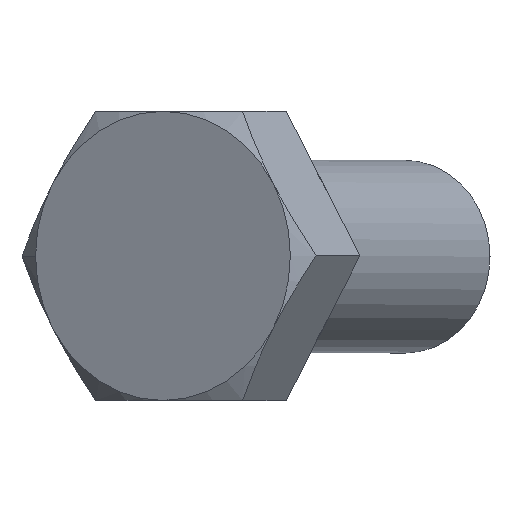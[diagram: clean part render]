
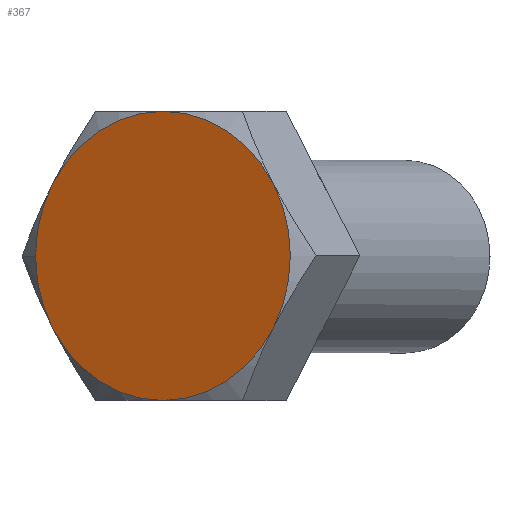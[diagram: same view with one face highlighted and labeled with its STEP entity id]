
A CAD part, top view. The second image highlights one B-rep face of the part: STEP entity #367.
In plain terms, the highlighted planar face has unit normal (-0.473, 0, 0.881).
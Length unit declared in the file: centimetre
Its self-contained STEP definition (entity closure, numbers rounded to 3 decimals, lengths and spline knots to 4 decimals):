
#86=FACE_OUTER_BOUND('',#112,.T.);
#112=EDGE_LOOP('',(#246,#247,#248,#249,#250,#251,#252));
#141=CIRCLE('',#396,0.9);
#142=CIRCLE('',#397,0.9);
#143=CIRCLE('',#398,0.9);
#144=CIRCLE('',#399,0.9);
#145=CIRCLE('',#400,0.9);
#146=CIRCLE('',#401,0.9);
#147=CIRCLE('',#402,0.9);
#161=VERTEX_POINT('',#558);
#162=VERTEX_POINT('',#559);
#163=VERTEX_POINT('',#561);
#164=VERTEX_POINT('',#563);
#165=VERTEX_POINT('',#565);
#166=VERTEX_POINT('',#567);
#167=VERTEX_POINT('',#569);
#193=EDGE_CURVE('',#161,#162,#141,.T.);
#194=EDGE_CURVE('',#162,#163,#142,.T.);
#195=EDGE_CURVE('',#163,#164,#143,.T.);
#196=EDGE_CURVE('',#164,#165,#144,.T.);
#197=EDGE_CURVE('',#165,#166,#145,.T.);
#198=EDGE_CURVE('',#166,#167,#146,.T.);
#199=EDGE_CURVE('',#167,#161,#147,.T.);
#246=ORIENTED_EDGE('',*,*,#193,.T.);
#247=ORIENTED_EDGE('',*,*,#194,.T.);
#248=ORIENTED_EDGE('',*,*,#195,.T.);
#249=ORIENTED_EDGE('',*,*,#196,.T.);
#250=ORIENTED_EDGE('',*,*,#197,.T.);
#251=ORIENTED_EDGE('',*,*,#198,.T.);
#252=ORIENTED_EDGE('',*,*,#199,.T.);
#352=PLANE('',#395);
#367=ADVANCED_FACE('',(#86),#352,.T.);
#395=AXIS2_PLACEMENT_3D('',#557,#443,#444);
#396=AXIS2_PLACEMENT_3D('',#560,#445,#446);
#397=AXIS2_PLACEMENT_3D('',#562,#447,#448);
#398=AXIS2_PLACEMENT_3D('',#564,#449,#450);
#399=AXIS2_PLACEMENT_3D('',#566,#451,#452);
#400=AXIS2_PLACEMENT_3D('',#568,#453,#454);
#401=AXIS2_PLACEMENT_3D('',#570,#455,#456);
#402=AXIS2_PLACEMENT_3D('',#571,#457,#458);
#443=DIRECTION('center_axis',(-0.473,0.,0.881));
#444=DIRECTION('ref_axis',(0.881,0.,0.473));
#445=DIRECTION('center_axis',(-0.473,0.,0.881));
#446=DIRECTION('ref_axis',(0.,1.,0.));
#447=DIRECTION('center_axis',(-0.473,0.,0.881));
#448=DIRECTION('ref_axis',(-0.881,0.,-0.473));
#449=DIRECTION('center_axis',(-0.473,0.,0.881));
#450=DIRECTION('ref_axis',(-0.881,0.,-0.473));
#451=DIRECTION('center_axis',(-0.473,0.,0.881));
#452=DIRECTION('ref_axis',(-0.763,-0.5,-0.409));
#453=DIRECTION('center_axis',(-0.473,0.,0.881));
#454=DIRECTION('ref_axis',(0.,-1.,0.));
#455=DIRECTION('center_axis',(-0.473,0.,0.881));
#456=DIRECTION('ref_axis',(0.763,-0.5,0.409));
#457=DIRECTION('center_axis',(-0.473,0.,0.881));
#458=DIRECTION('ref_axis',(0.763,0.5,0.409));
#557=CARTESIAN_POINT('Origin',(32.4587,-22.3977,57.4262));
#558=CARTESIAN_POINT('',(32.4587,-21.4977,57.4262));
#559=CARTESIAN_POINT('',(31.7718,-21.9477,57.0578));
#560=CARTESIAN_POINT('Origin',(32.4587,-22.3977,57.4262));
#561=CARTESIAN_POINT('',(31.6656,-22.3977,57.0008));
#562=CARTESIAN_POINT('Origin',(32.4587,-22.3977,57.4262));
#563=CARTESIAN_POINT('',(31.7718,-22.8477,57.0578));
#564=CARTESIAN_POINT('Origin',(32.4587,-22.3977,57.4262));
#565=CARTESIAN_POINT('',(32.4587,-23.2977,57.4262));
#566=CARTESIAN_POINT('Origin',(32.4587,-22.3977,57.4262));
#567=CARTESIAN_POINT('',(33.1456,-22.8477,57.7946));
#568=CARTESIAN_POINT('Origin',(32.4587,-22.3977,57.4262));
#569=CARTESIAN_POINT('',(33.1456,-21.9477,57.7946));
#570=CARTESIAN_POINT('Origin',(32.4587,-22.3977,57.4262));
#571=CARTESIAN_POINT('Origin',(32.4587,-22.3977,57.4262));
